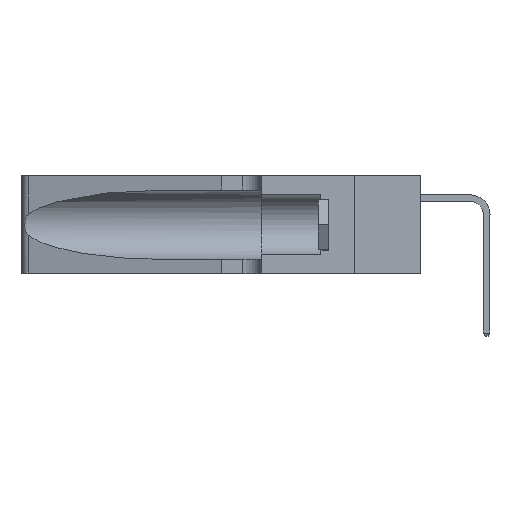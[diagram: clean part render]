
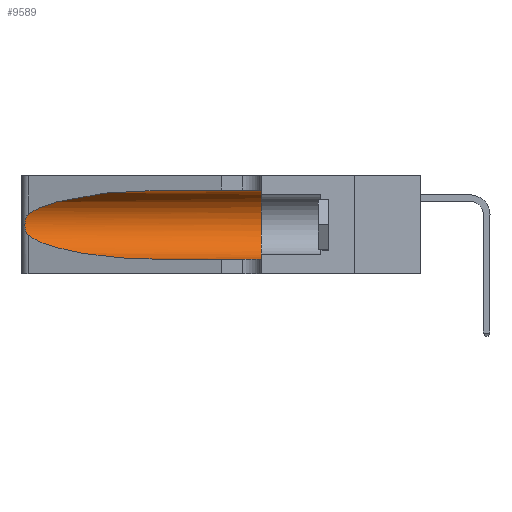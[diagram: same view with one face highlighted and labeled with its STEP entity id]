
A CAD part, left-side view. The second image highlights one B-rep face of the part: STEP entity #9589.
In plain terms, the highlighted cylindrical face has radius 3.308 mm (diameter 6.617 mm), a partial arc.
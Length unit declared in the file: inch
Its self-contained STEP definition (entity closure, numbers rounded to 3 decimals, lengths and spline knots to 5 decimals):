
#506 = CARTESIAN_POINT ( 'NONE',  ( 0.25856, 1.23593, 0.16098 ) ) ;
#2494 = ORIENTED_EDGE ( 'NONE', *, *, #18898, .T. ) ;
#2553 = EDGE_CURVE ( 'NONE', #10210, #22807, #2767, .T. ) ;
#2743 = CARTESIAN_POINT ( 'NONE',  ( 0.25639, 1.23186, 0.15144 ) ) ;
#2767 = LINE ( 'NONE', #13408, #13776 ) ;
#3829 = ORIENTED_EDGE ( 'NONE', *, *, #28276, .F. ) ;
#4048 = DIRECTION ( 'NONE',  ( 0., 0., -1. ) ) ;
#4936 = CARTESIAN_POINT ( 'NONE',  ( 0.25487, 1.22718, 0.14631 ) ) ;
#5028 = VERTEX_POINT ( 'NONE', #16401 ) ;
#5371 = CARTESIAN_POINT ( 'NONE',  ( 0.1305, 0.72297, 0.05475 ) ) ;
#5378 = CYLINDRICAL_SURFACE ( 'NONE', #27900, 0.13025 ) ;
#6134 = B_SPLINE_CURVE_WITH_KNOTS ( 'NONE', 3,
 ( #13523, #17956, #7080, #22353, #9297, #24563, #11507, #26738, #13706, #506, #15857, #2743, #18053, #4936 ),
 .UNSPECIFIED., .F., .F.,
 ( 4, 2, 2, 2, 2, 2, 4 ),
 ( 0., 0.00027, 0.00053, 0.00107, 0.0016, 0.00187, 0.00214 ),
 .UNSPECIFIED. ) ;
#6435 = CIRCLE ( 'NONE', #9094, 0.13025 ) ;
#6698 = DIRECTION ( 'NONE',  ( 0., -1., 0. ) ) ;
#7080 = CARTESIAN_POINT ( 'NONE',  ( 0.25639, 1.23184, 0.21858 ) ) ;
#8269 = CARTESIAN_POINT ( 'NONE',  ( 0.1305, 0.72297, 0.31525 ) ) ;
#8407 = DIRECTION ( 'NONE',  ( 0., 1., 0. ) ) ;
#9094 = AXIS2_PLACEMENT_3D ( 'NONE', #21480, #8407, #23677 ) ;
#9297 = CARTESIAN_POINT ( 'NONE',  ( 0.25854, 1.2359, 0.20912 ) ) ;
#9393 = VERTEX_POINT ( 'NONE', #27074 ) ;
#9589 = ADVANCED_FACE ( 'NONE', ( #18400 ), #5378, .F. ) ;
#9906 = CARTESIAN_POINT ( 'NONE',  ( 0.1305, 0.35, 0.05475 ) ) ;
#10137 =( BOUNDED_CURVE ( )  B_SPLINE_CURVE ( 3, ( #14134, #11863, #18489, #5371 ),
 .UNSPECIFIED., .F., .F. ) 
 B_SPLINE_CURVE_WITH_KNOTS ( ( 4, 4 ),
 ( 3.44316, 4.71239 ),
 .UNSPECIFIED. ) 
 CURVE ( )  GEOMETRIC_REPRESENTATION_ITEM ( )  RATIONAL_B_SPLINE_CURVE ( ( 1., 0.87, 0.87, 1. ) ) 
 REPRESENTATION_ITEM ( '' )  );
#10167 = VERTEX_POINT ( 'NONE', #21327 ) ;
#10210 = VERTEX_POINT ( 'NONE', #27945 ) ;
#11507 = CARTESIAN_POINT ( 'NONE',  ( 0.26075, 1.23896, 0.19203 ) ) ;
#11863 = CARTESIAN_POINT ( 'NONE',  ( 0.2373, 1.15595, 0.08982 ) ) ;
#12011 = VECTOR ( 'NONE', #6698, 39.37008 ) ;
#12694 = LINE ( 'NONE', #13235, #12011 ) ;
#12714 = CARTESIAN_POINT ( 'NONE',  ( 0.2373, 1.15595, 0.28018 ) ) ;
#12893 = EDGE_LOOP ( 'NONE', ( #13400, #25306, #2494, #15542, #3829, #22522 ) ) ;
#13235 = CARTESIAN_POINT ( 'NONE',  ( 0.1305, 1.61858, 0.31525 ) ) ;
#13400 = ORIENTED_EDGE ( 'NONE', *, *, #17176, .T. ) ;
#13408 = CARTESIAN_POINT ( 'NONE',  ( 0.1305, 1.61858, 0.05475 ) ) ;
#13523 = CARTESIAN_POINT ( 'NONE',  ( 0.25487, 1.22718, 0.22369 ) ) ;
#13706 = CARTESIAN_POINT ( 'NONE',  ( 0.26017, 1.23833, 0.17102 ) ) ;
#13776 = VECTOR ( 'NONE', #17751, 39.37008 ) ;
#14134 = CARTESIAN_POINT ( 'NONE',  ( 0.25487, 1.22718, 0.14631 ) ) ;
#15542 = ORIENTED_EDGE ( 'NONE', *, *, #2553, .T. ) ;
#15857 = CARTESIAN_POINT ( 'NONE',  ( 0.25789, 1.23486, 0.15765 ) ) ;
#16401 = CARTESIAN_POINT ( 'NONE',  ( 0.1305, 0.35, 0.31525 ) ) ;
#17154 = DIRECTION ( 'NONE',  ( 0., -1., 0. ) ) ;
#17176 = EDGE_CURVE ( 'NONE', #26654, #10167, #21611, .T. ) ;
#17325 = CARTESIAN_POINT ( 'NONE',  ( 0.1305, 0.72297, 0.31525 ) ) ;
#17751 = DIRECTION ( 'NONE',  ( 0., -1., 0. ) ) ;
#17956 = CARTESIAN_POINT ( 'NONE',  ( 0.25555, 1.22994, 0.2215 ) ) ;
#18053 = CARTESIAN_POINT ( 'NONE',  ( 0.25555, 1.22993, 0.14849 ) ) ;
#18400 = FACE_OUTER_BOUND ( 'NONE', #12893, .T. ) ;
#18489 = CARTESIAN_POINT ( 'NONE',  ( 0.18966, 0.96281, 0.05475 ) ) ;
#18898 = EDGE_CURVE ( 'NONE', #9393, #10210, #10137, .T. ) ;
#19662 = EDGE_CURVE ( 'NONE', #26654, #5028, #12694, .T. ) ;
#21327 = CARTESIAN_POINT ( 'NONE',  ( 0.25487, 1.22718, 0.22369 ) ) ;
#21480 = CARTESIAN_POINT ( 'NONE',  ( 0.1305, 0.35, 0.185 ) ) ;
#21543 = CARTESIAN_POINT ( 'NONE',  ( 0.1305, 1.61858, 0.185 ) ) ;
#21611 =( BOUNDED_CURVE ( )  B_SPLINE_CURVE ( 3, ( #8269, #25729, #12714, #27868 ),
 .UNSPECIFIED., .F., .F. ) 
 B_SPLINE_CURVE_WITH_KNOTS ( ( 4, 4 ),
 ( 1.5708, 2.84003 ),
 .UNSPECIFIED. ) 
 CURVE ( )  GEOMETRIC_REPRESENTATION_ITEM ( )  RATIONAL_B_SPLINE_CURVE ( ( 1., 0.87, 0.87, 1. ) ) 
 REPRESENTATION_ITEM ( '' )  );
#22353 = CARTESIAN_POINT ( 'NONE',  ( 0.25787, 1.23484, 0.2124 ) ) ;
#22522 = ORIENTED_EDGE ( 'NONE', *, *, #19662, .F. ) ;
#22807 = VERTEX_POINT ( 'NONE', #9906 ) ;
#23677 = DIRECTION ( 'NONE',  ( 0., 0., 1. ) ) ;
#24563 = CARTESIAN_POINT ( 'NONE',  ( 0.26018, 1.23835, 0.19895 ) ) ;
#25306 = ORIENTED_EDGE ( 'NONE', *, *, #27386, .T. ) ;
#25729 = CARTESIAN_POINT ( 'NONE',  ( 0.18966, 0.96281, 0.31525 ) ) ;
#26654 = VERTEX_POINT ( 'NONE', #17325 ) ;
#26738 = CARTESIAN_POINT ( 'NONE',  ( 0.26075, 1.23896, 0.178 ) ) ;
#27074 = CARTESIAN_POINT ( 'NONE',  ( 0.25487, 1.22718, 0.14631 ) ) ;
#27386 = EDGE_CURVE ( 'NONE', #10167, #9393, #6134, .T. ) ;
#27868 = CARTESIAN_POINT ( 'NONE',  ( 0.25487, 1.22718, 0.22369 ) ) ;
#27900 = AXIS2_PLACEMENT_3D ( 'NONE', #21543, #17154, #4048 ) ;
#27945 = CARTESIAN_POINT ( 'NONE',  ( 0.1305, 0.72297, 0.05475 ) ) ;
#28276 = EDGE_CURVE ( 'NONE', #5028, #22807, #6435, .T. ) ;
